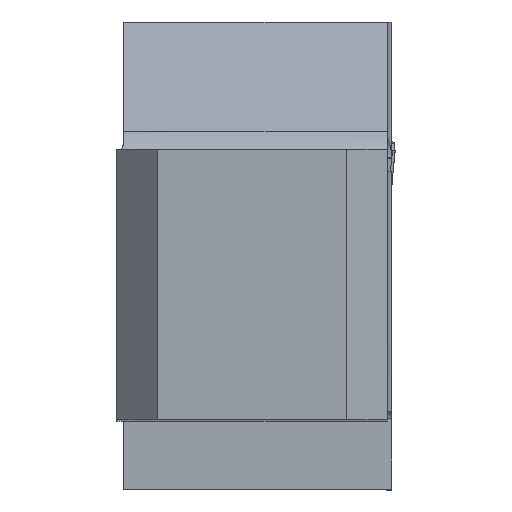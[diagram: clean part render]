
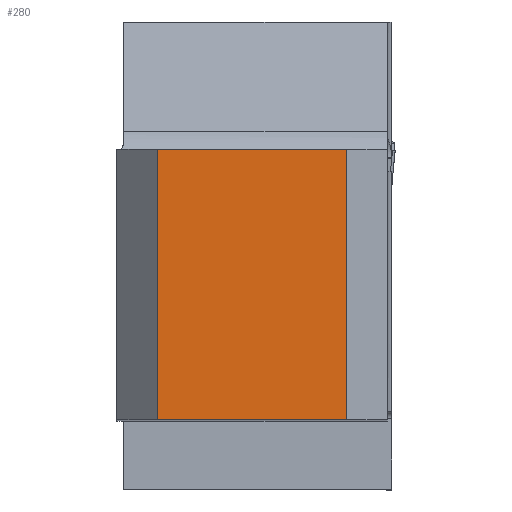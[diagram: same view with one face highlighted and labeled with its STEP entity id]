
A CAD part, top view. The second image highlights one B-rep face of the part: STEP entity #280.
In plain terms, the highlighted planar face has unit normal (0, 0, 1).
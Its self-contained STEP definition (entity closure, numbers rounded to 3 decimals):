
#280=ADVANCED_FACE('CU_BACK_SU1',(#460),#392,.F.);
#392=PLANE('',#2329);
#460=FACE_OUTER_BOUND('',#580,.T.);
#580=EDGE_LOOP('',(#873,#874,#875,#876));
#873=ORIENTED_EDGE('',*,*,#1681,.F.);
#874=ORIENTED_EDGE('',*,*,#1647,.F.);
#875=ORIENTED_EDGE('',*,*,#1682,.T.);
#876=ORIENTED_EDGE('',*,*,#1677,.T.);
#1433=VERTEX_POINT('',#3142);
#1434=VERTEX_POINT('',#3144);
#1449=VERTEX_POINT('',#3250);
#1450=VERTEX_POINT('',#3252);
#1647=EDGE_CURVE('',#1433,#1434,#1943,.T.);
#1677=EDGE_CURVE('',#1450,#1449,#1959,.T.);
#1681=EDGE_CURVE('',#1434,#1449,#1962,.T.);
#1682=EDGE_CURVE('',#1433,#1450,#1963,.T.);
#1943=LINE('',#3143,#2114);
#1959=LINE('',#3251,#2130);
#1962=LINE('',#3258,#2133);
#1963=LINE('',#3259,#2134);
#2114=VECTOR('',#2557,1.);
#2130=VECTOR('',#2609,1.);
#2133=VECTOR('',#2616,1.);
#2134=VECTOR('',#2617,1.);
#2329=AXIS2_PLACEMENT_3D('',#3260,#2618,#2619);
#2557=DIRECTION('',(1.,0.,0.));
#2609=DIRECTION('',(1.,0.,0.));
#2616=DIRECTION('',(0.,-1.,0.));
#2617=DIRECTION('',(0.,-1.,0.));
#2618=DIRECTION('',(0.,0.,-1.));
#2619=DIRECTION('',(1.,0.,0.));
#3142=CARTESIAN_POINT('',(3.,19.925,0.));
#3143=CARTESIAN_POINT('',(110.,19.925,0.));
#3144=CARTESIAN_POINT('',(16.925,19.925,0.));
#3250=CARTESIAN_POINT('',(16.925,0.,0.));
#3251=CARTESIAN_POINT('',(110.,0.,0.));
#3252=CARTESIAN_POINT('',(3.,0.,0.));
#3258=CARTESIAN_POINT('',(16.925,0.,0.));
#3259=CARTESIAN_POINT('',(3.,0.,0.));
#3260=CARTESIAN_POINT('',(-22.996,39.925,0.));
